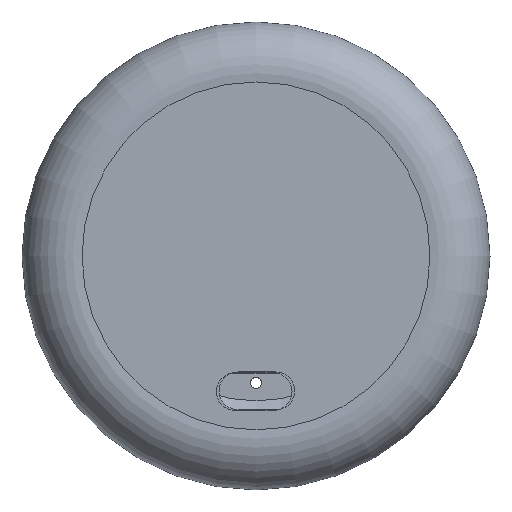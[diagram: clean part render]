
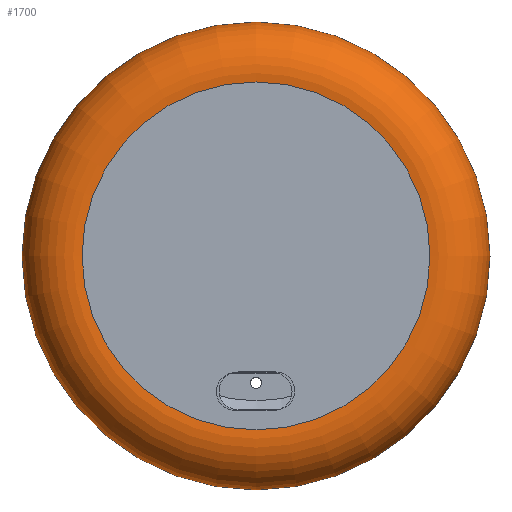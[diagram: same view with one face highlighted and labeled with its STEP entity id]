
A CAD part, top view. The second image highlights one B-rep face of the part: STEP entity #1700.
In plain terms, the highlighted toroidal (fillet/blend) face has major radius 48.341 mm and minor radius 13.533 mm.
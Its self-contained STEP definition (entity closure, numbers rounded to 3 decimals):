
#1391=CARTESIAN_POINT('',(46.001,-0.,47.));
#1392=VERTEX_POINT('',#1391);
#1393=CARTESIAN_POINT('',(0.,0.,47.));
#1394=DIRECTION('',(0.,0.,1.));
#1395=DIRECTION('',(1.,0.,-0.));
#1396=AXIS2_PLACEMENT_3D('',#1393,#1394,#1395);
#1397=CIRCLE('',#1396,46.001);
#1398=EDGE_CURVE('',#1392,#1392,#1397,.T.);
#1498=CARTESIAN_POINT('',(61.875,-0.,33.671));
#1499=VERTEX_POINT('',#1498);
#1500=CARTESIAN_POINT('',(0.,0.,33.671));
#1501=DIRECTION('',(-0.,-0.,-1.));
#1502=DIRECTION('',(1.,0.,-0.));
#1503=AXIS2_PLACEMENT_3D('',#1500,#1501,#1502);
#1504=CIRCLE('',#1503,61.875);
#1505=EDGE_CURVE('',#1499,#1499,#1504,.T.);
#1683=CARTESIAN_POINT('',(0.,0.,33.671));
#1684=DIRECTION('',(0.,0.,1.));
#1685=DIRECTION('',(1.,0.,-0.));
#1686=AXIS2_PLACEMENT_3D('',#1683,#1684,#1685);
#1687=TOROIDAL_SURFACE('',#1686,48.341,13.533);
#1688=ORIENTED_EDGE('',*,*,#1505,.F.);
#1689=CARTESIAN_POINT('',(48.341,0.,33.671));
#1690=DIRECTION('',(-0.,1.,-0.));
#1691=DIRECTION('',(1.,0.,0.));
#1692=AXIS2_PLACEMENT_3D('',#1689,#1690,#1691);
#1693=CIRCLE('',#1692,13.533);
#1694=EDGE_CURVE('',#1392,#1499,#1693,.T.);
#1695=ORIENTED_EDGE('',*,*,#1694,.F.);
#1696=ORIENTED_EDGE('',*,*,#1398,.F.);
#1697=ORIENTED_EDGE('',*,*,#1694,.T.);
#1698=EDGE_LOOP('',(#1688,#1695,#1696,#1697));
#1699=FACE_BOUND('',#1698,.T.);
#1700=ADVANCED_FACE('',(#1699),#1687,.T.);
